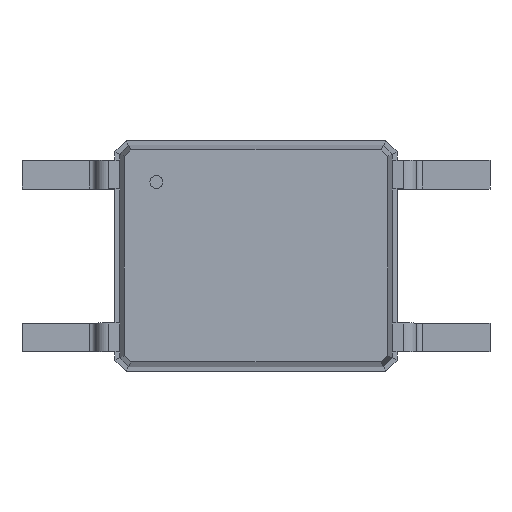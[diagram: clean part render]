
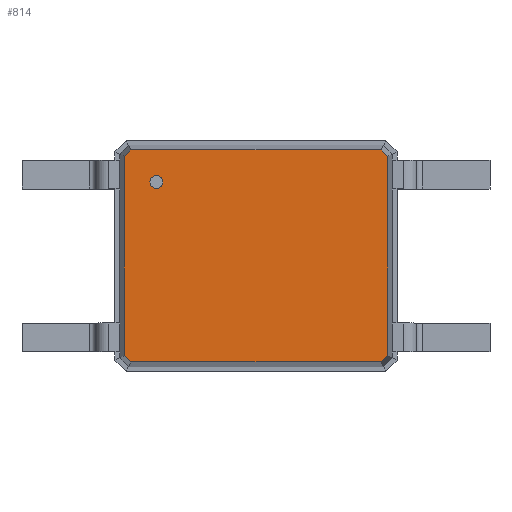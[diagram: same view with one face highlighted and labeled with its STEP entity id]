
A CAD part, top view. The second image highlights one B-rep face of the part: STEP entity #814.
In plain terms, the highlighted planar face has unit normal (0, 0, 1).
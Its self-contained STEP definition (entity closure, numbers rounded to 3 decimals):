
#13=DIRECTION('',(0.,0.,1.));
#27=VECTOR('',#28,1.);
#28=DIRECTION('',(0.,-1.,0.));
#36=DIRECTION('',(0.,1.,0.));
#58=VECTOR('',#59,1.);
#59=DIRECTION('',(1.,0.,0.));
#83=DIRECTION('',(0.,0.,-1.));
#130=VECTOR('',#131,1.);
#131=DIRECTION('',(-1.,0.,0.));
#373=VECTOR('',#374,1.);
#374=DIRECTION('',(0.707,-0.707,0.));
#380=VECTOR('',#381,1.);
#381=DIRECTION('',(-0.707,-0.707,0.));
#392=VECTOR('',#393,1.);
#393=DIRECTION('',(-0.707,0.707,0.));
#399=VECTOR('',#36,1.);
#403=VECTOR('',#404,1.);
#404=DIRECTION('',(0.707,0.707,0.));
#518=VERTEX_POINT('',#519);
#519=CARTESIAN_POINT('',(2.054,-1.552,1.1));
#522=EDGE_CURVE('',#523,#518,#525,.T.);
#523=VERTEX_POINT('',#524);
#524=CARTESIAN_POINT('',(2.054,1.552,1.1));
#525=LINE('',#524,#27);
#806=EDGE_CURVE('',#807,#523,#809,.T.);
#807=VERTEX_POINT('',#808);
#808=CARTESIAN_POINT('',(1.952,1.654,1.1));
#809=LINE('',#808,#373);
#814=ADVANCED_FACE('',(#815,#847),#856,.F.);
#815=FACE_BOUND('',#816,.F.);
#816=EDGE_LOOP('',(#817,#822,#823,#824,#829,#834,#839,#844));
#817=ORIENTED_EDGE('',*,*,#818,.T.);
#818=EDGE_CURVE('',#819,#807,#821,.T.);
#819=VERTEX_POINT('',#820);
#820=CARTESIAN_POINT('',(-1.952,1.654,1.1));
#821=LINE('',#820,#58);
#822=ORIENTED_EDGE('',*,*,#806,.T.);
#823=ORIENTED_EDGE('',*,*,#522,.T.);
#824=ORIENTED_EDGE('',*,*,#825,.T.);
#825=EDGE_CURVE('',#518,#826,#828,.T.);
#826=VERTEX_POINT('',#827);
#827=CARTESIAN_POINT('',(1.952,-1.654,1.1));
#828=LINE('',#519,#380);
#829=ORIENTED_EDGE('',*,*,#830,.T.);
#830=EDGE_CURVE('',#826,#831,#833,.T.);
#831=VERTEX_POINT('',#832);
#832=CARTESIAN_POINT('',(-1.952,-1.654,1.1));
#833=LINE('',#827,#130);
#834=ORIENTED_EDGE('',*,*,#835,.T.);
#835=EDGE_CURVE('',#831,#836,#838,.T.);
#836=VERTEX_POINT('',#837);
#837=CARTESIAN_POINT('',(-2.054,-1.552,1.1));
#838=LINE('',#832,#392);
#839=ORIENTED_EDGE('',*,*,#840,.T.);
#840=EDGE_CURVE('',#836,#841,#843,.T.);
#841=VERTEX_POINT('',#842);
#842=CARTESIAN_POINT('',(-2.054,1.552,1.1));
#843=LINE('',#837,#399);
#844=ORIENTED_EDGE('',*,*,#845,.T.);
#845=EDGE_CURVE('',#841,#819,#846,.T.);
#846=LINE('',#842,#403);
#847=FACE_BOUND('',#848,.F.);
#848=EDGE_LOOP('',(#849));
#849=ORIENTED_EDGE('',*,*,#850,.T.);
#850=EDGE_CURVE('',#851,#851,#853,.T.);
#851=VERTEX_POINT('',#852);
#852=CARTESIAN_POINT('',(-1.554,1.054,1.1));
#853=CIRCLE('',#854,0.1);
#854=AXIS2_PLACEMENT_3D('',#855,#13,#28);
#855=CARTESIAN_POINT('',(-1.554,1.154,1.1));
#856=PLANE('',#857);
#857=AXIS2_PLACEMENT_3D('',#820,#83,#858);
#858=DIRECTION('',(0.781,-0.625,0.));
